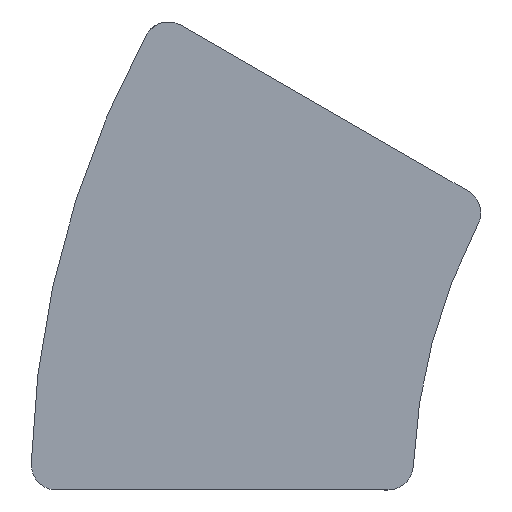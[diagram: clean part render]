
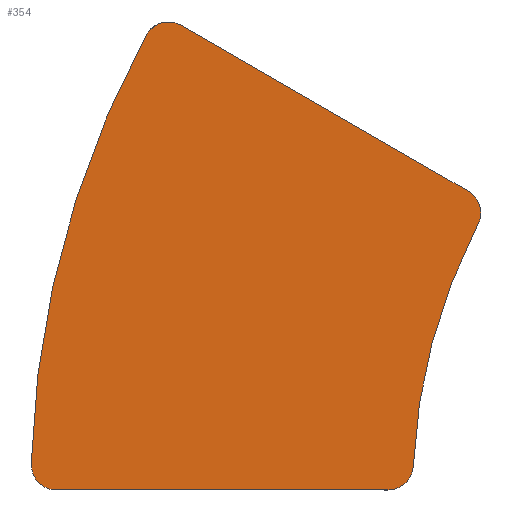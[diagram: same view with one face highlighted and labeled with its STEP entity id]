
A CAD part, left-side view. The second image highlights one B-rep face of the part: STEP entity #354.
In plain terms, the highlighted planar face has unit normal (-1, 0, 0).
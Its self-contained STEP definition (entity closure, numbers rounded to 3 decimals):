
#2 = AXIS2_PLACEMENT_3D ( 'NONE', #636, #377, #633 ) ;
#5 = DIRECTION ( 'NONE',  ( 1., 0., 0. ) ) ;
#11 = CARTESIAN_POINT ( 'NONE',  ( 0., 25.524, -20.212 ) ) ;
#18 = CARTESIAN_POINT ( 'NONE',  ( 0., 11.373, -23.294 ) ) ;
#19 = AXIS2_PLACEMENT_3D ( 'NONE', #382, #542, #91 ) ;
#27 = EDGE_CURVE ( 'NONE', #152, #579, #408, .T. ) ;
#31 = DIRECTION ( 'NONE',  ( 1., 0., 0. ) ) ;
#37 = LINE ( 'NONE', #357, #424 ) ;
#38 = CARTESIAN_POINT ( 'NONE',  ( 0., -24.434, 9.326 ) ) ;
#50 = EDGE_CURVE ( 'NONE', #410, #327, #388, .T. ) ;
#53 = LINE ( 'NONE', #18, #60 ) ;
#56 = CARTESIAN_POINT ( 'NONE',  ( 0., 22.526, -23.294 ) ) ;
#60 = VECTOR ( 'NONE', #573, 1000. ) ;
#68 = DIRECTION ( 'NONE',  ( 1., 0., 0. ) ) ;
#69 = ORIENTED_EDGE ( 'NONE', *, *, #50, .F. ) ;
#91 = DIRECTION ( 'NONE',  ( 0., 1., 0. ) ) ;
#108 = DIRECTION ( 'NONE',  ( 1., 0., 0. ) ) ;
#114 = VERTEX_POINT ( 'NONE', #540 ) ;
#125 = EDGE_LOOP ( 'NONE', ( #69, #415, #555, #225, #209, #602, #298, #267, #618 ) ) ;
#128 = DIRECTION ( 'NONE',  ( 0., -1., 0. ) ) ;
#141 = DIRECTION ( 'NONE',  ( 1., 0., 0. ) ) ;
#147 = CARTESIAN_POINT ( 'NONE',  ( 0., -27.434, 9.326 ) ) ;
#150 = DIRECTION ( 'NONE',  ( 0., 1., 0. ) ) ;
#152 = VERTEX_POINT ( 'NONE', #147 ) ;
#153 = EDGE_CURVE ( 'NONE', #246, #152, #333, .T. ) ;
#158 = CARTESIAN_POINT ( 'NONE',  ( 0., -86.933, -23.294 ) ) ;
#178 = DIRECTION ( 'NONE',  ( 0., -1., 0. ) ) ;
#209 = ORIENTED_EDGE ( 'NONE', *, *, #319, .F. ) ;
#210 = VERTEX_POINT ( 'NONE', #11 ) ;
#217 = VERTEX_POINT ( 'NONE', #56 ) ;
#222 = EDGE_CURVE ( 'NONE', #210, #477, #606, .T. ) ;
#225 = ORIENTED_EDGE ( 'NONE', *, *, #153, .F. ) ;
#227 = EDGE_CURVE ( 'NONE', #217, #210, #316, .T. ) ;
#230 = DIRECTION ( 'NONE',  ( 1., 0., 0. ) ) ;
#246 = VERTEX_POINT ( 'NONE', #250 ) ;
#250 = CARTESIAN_POINT ( 'NONE',  ( 0., -25.934, 11.924 ) ) ;
#260 = DIRECTION ( 'NONE',  ( 0., -0.866, -0.5 ) ) ;
#267 = ORIENTED_EDGE ( 'NONE', *, *, #227, .F. ) ;
#270 = CARTESIAN_POINT ( 'NONE',  ( 0., 11.999, 30.266 ) ) ;
#292 = AXIS2_PLACEMENT_3D ( 'NONE', #503, #108, #397 ) ;
#298 = ORIENTED_EDGE ( 'NONE', *, *, #222, .F. ) ;
#299 = AXIS2_PLACEMENT_3D ( 'NONE', #462, #68, #510 ) ;
#313 = EDGE_CURVE ( 'NONE', #327, #217, #53, .T. ) ;
#316 = CIRCLE ( 'NONE', #292, 3. ) ;
#319 = EDGE_CURVE ( 'NONE', #114, #246, #37, .T. ) ;
#327 = VERTEX_POINT ( 'NONE', #518 ) ;
#333 = CIRCLE ( 'NONE', #536, 3. ) ;
#347 = CIRCLE ( 'NONE', #19, 67.5 ) ;
#354 = ADVANCED_FACE ( 'NONE', ( #544 ), #513, .F. ) ;
#357 = CARTESIAN_POINT ( 'NONE',  ( 0., 7.861, 31.436 ) ) ;
#366 = CARTESIAN_POINT ( 'NONE',  ( 0., -19.494, -20.421 ) ) ;
#377 = DIRECTION ( 'NONE',  ( 1., 0., 0. ) ) ;
#382 = CARTESIAN_POINT ( 'NONE',  ( 0., -86.933, -23.294 ) ) ;
#385 = CARTESIAN_POINT ( 'NONE',  ( 0., -24.434, 9.326 ) ) ;
#387 = AXIS2_PLACEMENT_3D ( 'NONE', #158, #5, #150 ) ;
#388 = CIRCLE ( 'NONE', #2, 3. ) ;
#397 = DIRECTION ( 'NONE',  ( 0., -1., 0. ) ) ;
#402 = EDGE_CURVE ( 'NONE', #477, #114, #515, .T. ) ;
#408 = CIRCLE ( 'NONE', #598, 3. ) ;
#410 = VERTEX_POINT ( 'NONE', #366 ) ;
#415 = ORIENTED_EDGE ( 'NONE', *, *, #552, .F. ) ;
#424 = VECTOR ( 'NONE', #260, 1000. ) ;
#440 = CARTESIAN_POINT ( 'NONE',  ( 0., -27.093, 7.938 ) ) ;
#462 = CARTESIAN_POINT ( 'NONE',  ( 0., 11.373, 36.646 ) ) ;
#474 = CARTESIAN_POINT ( 'NONE',  ( 0., 9.361, 28.838 ) ) ;
#477 = VERTEX_POINT ( 'NONE', #270 ) ;
#503 = CARTESIAN_POINT ( 'NONE',  ( 0., 22.526, -20.294 ) ) ;
#510 = DIRECTION ( 'NONE',  ( 0., 1., 0. ) ) ;
#513 = PLANE ( 'NONE',  #299 ) ;
#515 = CIRCLE ( 'NONE', #590, 3. ) ;
#518 = CARTESIAN_POINT ( 'NONE',  ( 0., -16.497, -23.294 ) ) ;
#536 = AXIS2_PLACEMENT_3D ( 'NONE', #385, #141, #543 ) ;
#540 = CARTESIAN_POINT ( 'NONE',  ( 0., 7.861, 31.436 ) ) ;
#542 = DIRECTION ( 'NONE',  ( -1., 0., 0. ) ) ;
#543 = DIRECTION ( 'NONE',  ( 0., -1., 0. ) ) ;
#544 = FACE_OUTER_BOUND ( 'NONE', #125, .T. ) ;
#552 = EDGE_CURVE ( 'NONE', #579, #410, #347, .T. ) ;
#555 = ORIENTED_EDGE ( 'NONE', *, *, #27, .F. ) ;
#573 = DIRECTION ( 'NONE',  ( 0., 1., 0. ) ) ;
#579 = VERTEX_POINT ( 'NONE', #440 ) ;
#590 = AXIS2_PLACEMENT_3D ( 'NONE', #474, #31, #128 ) ;
#598 = AXIS2_PLACEMENT_3D ( 'NONE', #38, #230, #178 ) ;
#602 = ORIENTED_EDGE ( 'NONE', *, *, #402, .F. ) ;
#606 = CIRCLE ( 'NONE', #387, 112.5 ) ;
#618 = ORIENTED_EDGE ( 'NONE', *, *, #313, .F. ) ;
#633 = DIRECTION ( 'NONE',  ( 0., -1., 0. ) ) ;
#636 = CARTESIAN_POINT ( 'NONE',  ( 0., -16.497, -20.294 ) ) ;
